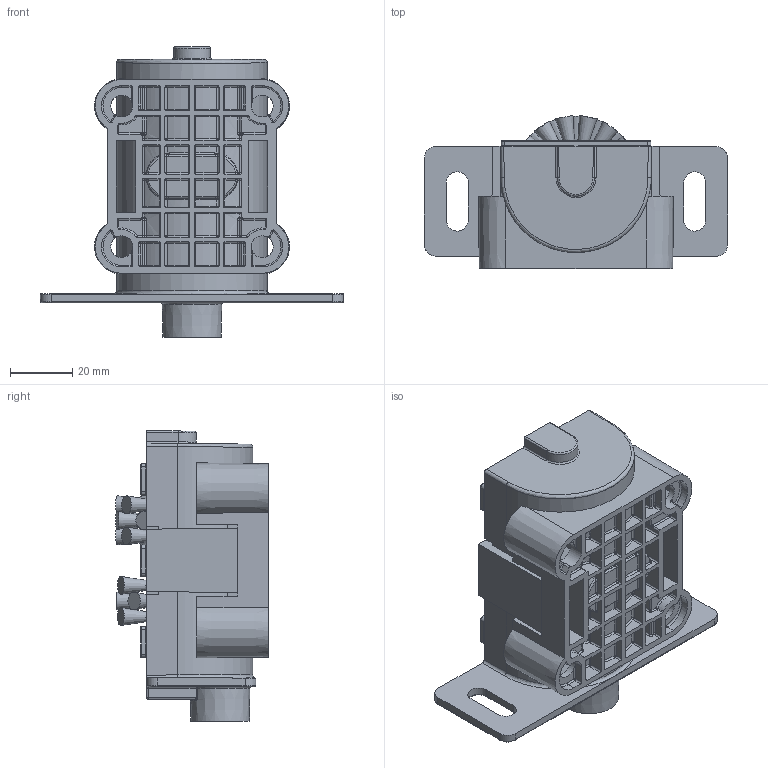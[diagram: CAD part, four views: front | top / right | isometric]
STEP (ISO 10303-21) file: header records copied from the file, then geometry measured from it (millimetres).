
FILE_DESCRIPTION((''),'2;1');
FILE_NAME('Universal_Buerstenschmierbox_Rev_A_101445.stp','2014-01-22T15:28:29',('002064'),(''),'Autodesk Inventor 2013','Autodesk Inventor 2013','');
FILE_SCHEMA(('AUTOMOTIVE_DESIGN { 1 0 10303 214 1 1 1 1 }'));
Length unit declared in the file: millimetre
Products named in the file (9): anbzu01a; anstf01a; ansbe01a; anrbu01a; Grundkoerper_Rundbuerste_16mm; Borsten_Rundbuerste_16mm; angeh02a; anase01a; Abstandshalter
Assembly tree (38 placements, depth 3):
  anbzu01a
    anstf01a
    ansbe01a  x5
    anrbu01a  x2
      Grundkoerper_Rundbuerste_16mm
      Borsten_Rundbuerste_16mm
    angeh02a
    anase01a
    Abstandshalter  x3
Bounding box: 97 x 48.93 x 93 mm (x, y, z)
Volume: 85295.2 mm3; surface area: 73044.2 mm2
Topology: 61 solids, 61 shells, 1723 faces, 3681 edges, 2129 vertices
Faces by surface type: cylinder 665, plane 487, torus 226, sphere 190, bspline 94, cone 60, revolution 1
Full cylindrical faces by diameter (mm): 3 x96, 6 x1, 6.2 x2, 6.4 x5, 7 x4, 11.445 x1, 18 x5, 20 x2
Entity records: 37250 total; most frequent: CARTESIAN_POINT 9283, DIRECTION 6291, ORIENTED_EDGE 5418, EDGE_CURVE 2709, AXIS2_PLACEMENT_3D 2567, VERTEX_POINT 1581, EDGE_LOOP 1344, CIRCLE 1301
